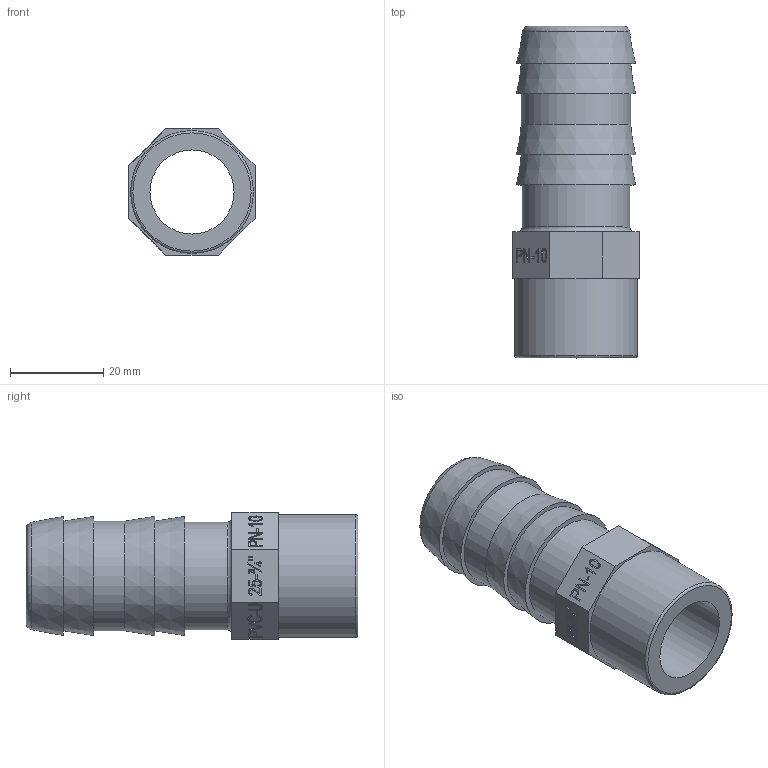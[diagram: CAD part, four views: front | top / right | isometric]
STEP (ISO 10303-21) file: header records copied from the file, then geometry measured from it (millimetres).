
FILE_DESCRIPTION( ( 'Unknown' ), '1' );
FILE_NAME( 'Espiga ø 25-¾''''_Rev.1.stp', 'Unknown', ( 'Unknown' ), ( 'Unknown' ), 'PSStep 16.0.42', 'Unknown', ' ' );
FILE_SCHEMA( ( 'AUTOMOTIVE_DESIGN { 1 0 10303 214 1 1 1 1 }' ) );
Length unit declared in the file: millimetre
Products named in the file (1): 1
Bounding box: 27 x 71 x 27 mm (x, y, z)
Volume: 16944.7 mm3; surface area: 10657.9 mm2
Topology: 1 solids, 1 shells, 256 faces, 665 edges, 443 vertices
Faces by surface type: plane 166, extrusion 63, cylinder 20, cone 4, torus 3
Full cylindrical faces by diameter (mm): 7.68 x1, 8 x1, 18 x1, 23 x1, 23.441 x1, 26.3 x1
Entity records: 10302 total; most frequent: CARTESIAN_POINT 2213, ORIENTED_EDGE 1298, DIRECTION 1024, EDGE_CURVE 649, VECTOR 536, LINE 473, VERTEX_POINT 440, EDGE_LOOP 303
